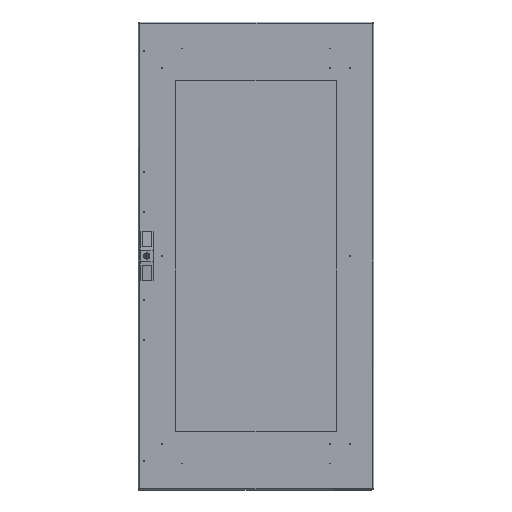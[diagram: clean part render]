
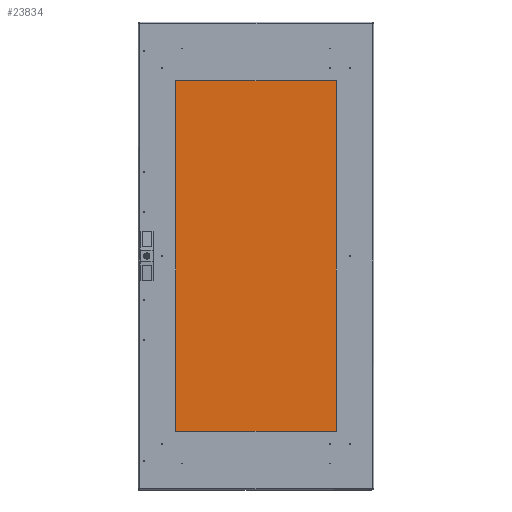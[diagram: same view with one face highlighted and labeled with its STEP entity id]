
A CAD part, top view. The second image highlights one B-rep face of the part: STEP entity #23834.
In plain terms, the highlighted planar face has unit normal (0, 0, 1).
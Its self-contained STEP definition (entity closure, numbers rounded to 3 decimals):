
#479 = VECTOR ( 'NONE', #13352, 1000. ) ;
#918 = DIRECTION ( 'NONE',  ( 0., -1., 0. ) ) ;
#1636 = CARTESIAN_POINT ( 'NONE',  ( -223.5, 465., 4. ) ) ;
#4033 = VERTEX_POINT ( 'NONE', #1636 ) ;
#4165 = CARTESIAN_POINT ( 'NONE',  ( 224.5, -465., 4. ) ) ;
#4239 = ORIENTED_EDGE ( 'NONE', *, *, #33041, .T. ) ;
#5373 = VECTOR ( 'NONE', #918, 1000. ) ;
#5615 = CARTESIAN_POINT ( 'NONE',  ( 223.5, -465., 4. ) ) ;
#6925 = EDGE_LOOP ( 'NONE', ( #24185, #4239, #14763, #7481 ) ) ;
#7481 = ORIENTED_EDGE ( 'NONE', *, *, #38122, .T. ) ;
#7494 = LINE ( 'NONE', #4165, #10632 ) ;
#7772 = CARTESIAN_POINT ( 'NONE',  ( -223.5, -466., 4. ) ) ;
#8947 = DIRECTION ( 'NONE',  ( -1., 0., 0. ) ) ;
#10632 = VECTOR ( 'NONE', #11173, 1000. ) ;
#11173 = DIRECTION ( 'NONE',  ( 1., 0., 0. ) ) ;
#11762 = CARTESIAN_POINT ( 'NONE',  ( 223.5, 465., 4. ) ) ;
#13109 = DIRECTION ( 'NONE',  ( 1., 0., 0. ) ) ;
#13352 = DIRECTION ( 'NONE',  ( 0., 1., 0. ) ) ;
#13939 = AXIS2_PLACEMENT_3D ( 'NONE', #22991, #35858, #13109 ) ;
#14763 = ORIENTED_EDGE ( 'NONE', *, *, #36747, .T. ) ;
#15620 = VERTEX_POINT ( 'NONE', #17481 ) ;
#17362 = VECTOR ( 'NONE', #8947, 1000. ) ;
#17481 = CARTESIAN_POINT ( 'NONE',  ( -223.5, -465., 4. ) ) ;
#17949 = LINE ( 'NONE', #35954, #479 ) ;
#19758 = VERTEX_POINT ( 'NONE', #11762 ) ;
#20227 = EDGE_CURVE ( 'NONE', #15620, #22435, #7494, .T. ) ;
#22435 = VERTEX_POINT ( 'NONE', #5615 ) ;
#22991 = CARTESIAN_POINT ( 'NONE',  ( 0., 0., 4. ) ) ;
#23834 = ADVANCED_FACE ( 'NONE', ( #34450 ), #39021, .T. ) ;
#24185 = ORIENTED_EDGE ( 'NONE', *, *, #20227, .T. ) ;
#28064 = LINE ( 'NONE', #28412, #17362 ) ;
#28412 = CARTESIAN_POINT ( 'NONE',  ( -224.5, 465., 4. ) ) ;
#28956 = LINE ( 'NONE', #7772, #5373 ) ;
#33041 = EDGE_CURVE ( 'NONE', #22435, #19758, #17949, .T. ) ;
#34450 = FACE_OUTER_BOUND ( 'NONE', #6925, .T. ) ;
#35858 = DIRECTION ( 'NONE',  ( 0., 0., 1. ) ) ;
#35954 = CARTESIAN_POINT ( 'NONE',  ( 223.5, 466., 4. ) ) ;
#36747 = EDGE_CURVE ( 'NONE', #19758, #4033, #28064, .T. ) ;
#38122 = EDGE_CURVE ( 'NONE', #4033, #15620, #28956, .T. ) ;
#39021 = PLANE ( 'NONE',  #13939 ) ;
